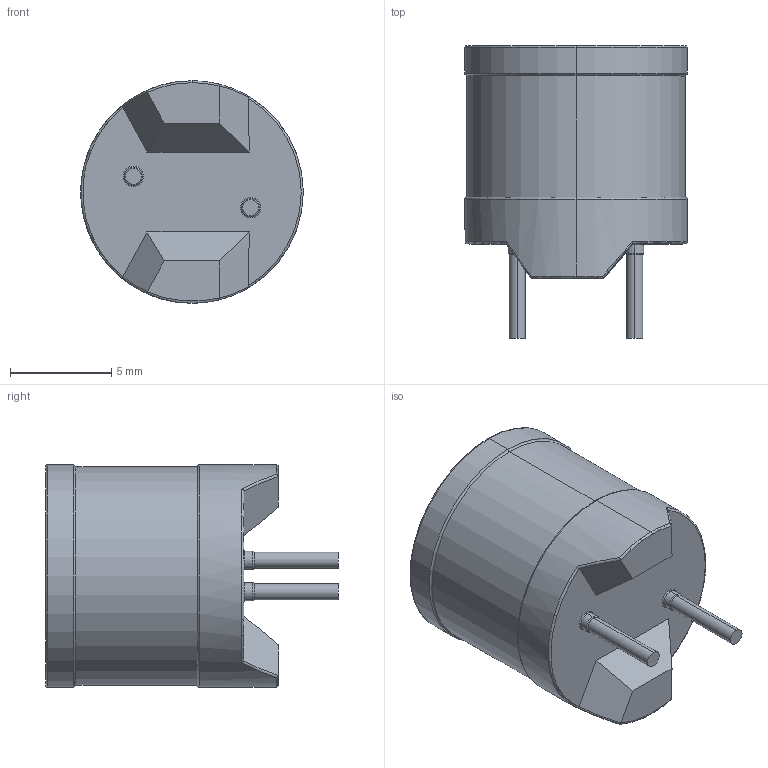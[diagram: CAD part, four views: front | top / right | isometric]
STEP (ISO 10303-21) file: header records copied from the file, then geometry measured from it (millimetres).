
FILE_DESCRIPTION (( 'STEP AP214' ), '1' );
FILE_NAME ('0F86E0D1-A8BD-4C2C-9EC1-2DACB028CBA1.STEP', '2023-05-15T15:44:01', ( '' ), ( '' ), 'SwSTEP 2.0', 'SolidWorks 2022', '' );
FILE_SCHEMA (( 'AUTOMOTIVE_DESIGN' ));
Length unit declared in the file: millimetre
Products named in the file (1): 0F86E0D1-A8BD-4C2C-9EC1-2DACB028CBA1
Bounding box: 11 x 14.47 x 11 mm (x, y, z)
Volume: 956 mm3; surface area: 580.8 mm2
Topology: 1 solids, 1 shells, 85 faces, 208 edges, 131 vertices
Faces by surface type: plane 28, bspline 22, torus 19, cylinder 14, cone 2
Entity records: 3742 total; most frequent: CARTESIAN_POINT 1363, ORIENTED_EDGE 416, DIRECTION 338, EDGE_CURVE 208, VERTEX_POINT 131, AXIS2_PLACEMENT_3D 126, EDGE_LOOP 91, LINE 86
